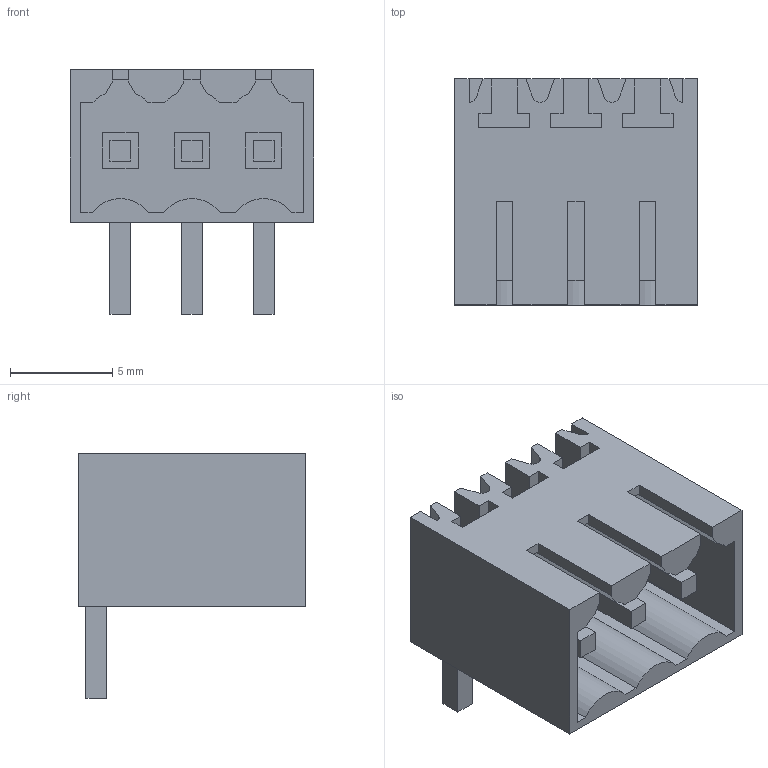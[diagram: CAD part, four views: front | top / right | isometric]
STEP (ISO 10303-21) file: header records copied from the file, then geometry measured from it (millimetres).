
FILE_DESCRIPTION(('CATIA V5 STEP Exchange','CAx-IF Rec.Pracs.--- Model Styling and Organization---1.2---2011-12-15'),'2;1');
FILE_NAME ('D1453519_0_1615420000_1615420000.stp','2018-03-06T11:27:06+00:00',('none'),('Weidmueller'),'CATIA Version 5-6 Release 2014','CATIA V5 STEP AP214','none');
FILE_SCHEMA(('AUTOMOTIVE_DESIGN { 1 0 10303 214 1 1 1 1 }'));
Length unit declared in the file: millimetre
Products named in the file (1): 1615420000
Bounding box: 11.9 x 11.05 x 11.95 mm (x, y, z)
Volume: 472.4 mm3; surface area: 1340.2 mm2
Topology: 4 solids, 4 shells, 182 faces, 524 edges, 350 vertices
Faces by surface type: plane 169, cylinder 13
Entity records: 5642 total; most frequent: ORIENTED_EDGE 1048, CARTESIAN_POINT 1009, DIRECTION 792, EDGE_CURVE 524, VECTOR 494, LINE 494, VERTEX_POINT 350, EDGE_LOOP 188
